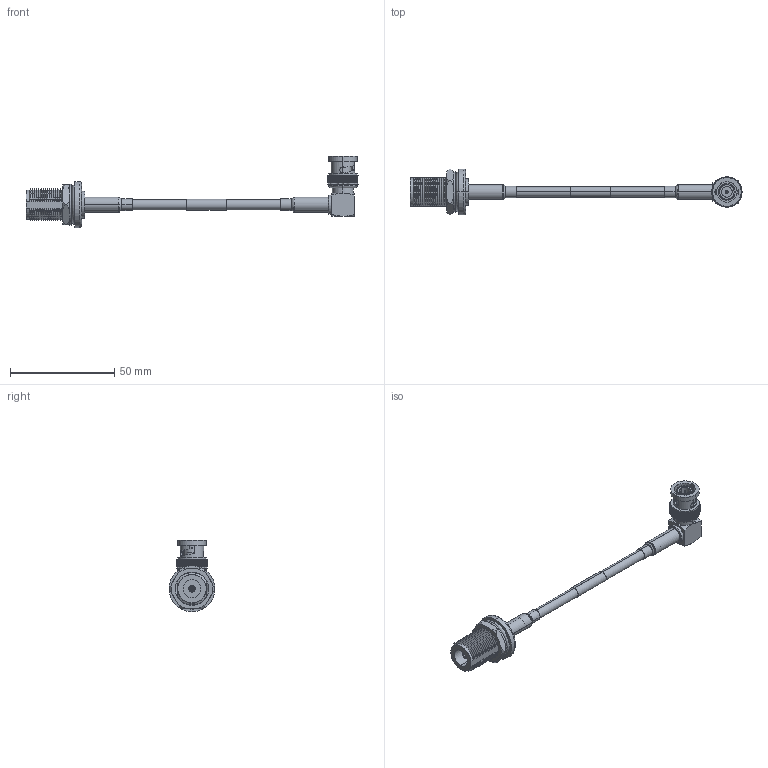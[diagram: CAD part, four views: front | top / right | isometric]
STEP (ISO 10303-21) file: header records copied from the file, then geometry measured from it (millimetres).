
FILE_DESCRIPTION (( 'STEP AP203' ), '1' );
FILE_NAME ('LCCA30688.STEP', '2020-09-25T05:20:43', ( '' ), ( '' ), 'SwSTEP 2.0', 'SolidWorks 2018', '' );
FILE_SCHEMA (( 'CONFIG_CONTROL_DESIGN' ));
Length unit declared in the file: inch
Products named in the file (15): CA-195R-MA1_.195"x1"; ANF-3700; ANF-3700-MA1; ANF-3700-MA3; ABM-1702; LCCA30688; ABM-1702-MA2; ANF-3700-MA2; ABM-1702_with flange; ABM-1702-MA1; 3AA03-013; ANF-3700-MA4; RG58C-PROD; Part3^LCCA30688; 3AA02-017
Assembly tree (15 placements, depth 3):
  LCCA30688
    RG58C-PROD
    Part3^LCCA30688
    ANF-3700
      ANF-3700-MA1
      ANF-3700-MA3
      3AA03-013
      3AA02-017
      ANF-3700-MA4
      ANF-3700-MA2
    CA-195R-MA1_.195"x1"  x2
    ABM-1702
      ABM-1702_with flange
      ABM-1702-MA2
      ABM-1702-MA1
Bounding box: 158.92 x 22 x 34.2 mm (x, y, z)
Volume: 10206.7 mm3; surface area: 13328.5 mm2
Topology: 13 solids, 13 shells, 826 faces, 2241 edges, 1461 vertices
Faces by surface type: cylinder 314, plane 304, cone 180, torus 24, bspline 4
Entity records: 28387 total; most frequent: CARTESIAN_POINT 6070, DIRECTION 4398, ORIENTED_EDGE 4394, EDGE_CURVE 2197, AXIS2_PLACEMENT_3D 1651, VERTEX_POINT 1437, LINE 1096, VECTOR 1096
